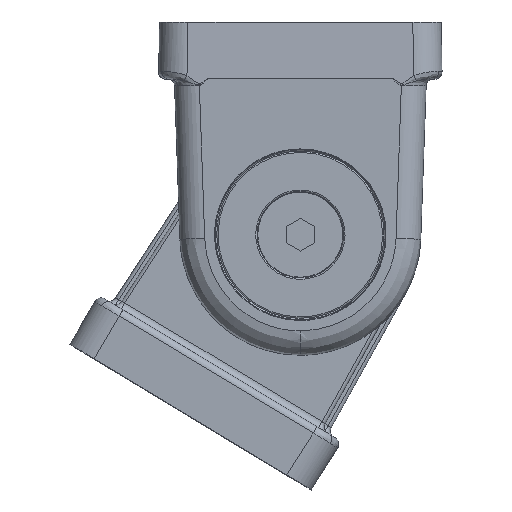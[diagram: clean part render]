
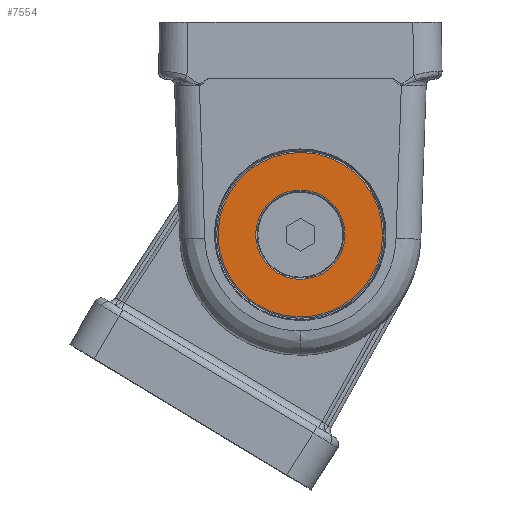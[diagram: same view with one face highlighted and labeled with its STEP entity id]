
A CAD part, top view. The second image highlights one B-rep face of the part: STEP entity #7554.
In plain terms, the highlighted face is planar.
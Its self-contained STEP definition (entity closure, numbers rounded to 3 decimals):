
#128=FACE_BOUND('',#2160,.T.);
#203=PLANE('',#8422);
#1671=FACE_OUTER_BOUND('',#2159,.T.);
#2159=EDGE_LOOP('',(#6228,#6229));
#2160=EDGE_LOOP('',(#6230,#6231));
#2632=CIRCLE('',#8389,6.3);
#2633=CIRCLE('',#8390,6.3);
#2634=CIRCLE('',#8392,11.6);
#2635=CIRCLE('',#8393,11.6);
#3380=VERTEX_POINT('',#14922);
#3381=VERTEX_POINT('',#14924);
#3382=VERTEX_POINT('',#14928);
#3383=VERTEX_POINT('',#14929);
#4327=EDGE_CURVE('',#3381,#3380,#2632,.T.);
#4328=EDGE_CURVE('',#3380,#3381,#2633,.T.);
#4329=EDGE_CURVE('',#3382,#3383,#2634,.T.);
#4330=EDGE_CURVE('',#3383,#3382,#2635,.T.);
#6228=ORIENTED_EDGE('',*,*,#4329,.T.);
#6229=ORIENTED_EDGE('',*,*,#4330,.T.);
#6230=ORIENTED_EDGE('',*,*,#4327,.T.);
#6231=ORIENTED_EDGE('',*,*,#4328,.T.);
#7554=ADVANCED_FACE('',(#1671,#128),#203,.T.);
#8389=AXIS2_PLACEMENT_3D('',#14925,#10257,#10258);
#8390=AXIS2_PLACEMENT_3D('',#14926,#10259,#10260);
#8392=AXIS2_PLACEMENT_3D('',#14930,#10263,#10264);
#8393=AXIS2_PLACEMENT_3D('',#14931,#10265,#10266);
#8422=AXIS2_PLACEMENT_3D('',#15232,#10328,#10329);
#10257=DIRECTION('center_axis',(0.,1.,0.));
#10258=DIRECTION('ref_axis',(0.,0.,-1.));
#10259=DIRECTION('center_axis',(0.,1.,0.));
#10260=DIRECTION('ref_axis',(0.,0.,-1.));
#10263=DIRECTION('center_axis',(0.,-1.,0.));
#10264=DIRECTION('ref_axis',(0.,0.,-1.));
#10265=DIRECTION('center_axis',(0.,-1.,0.));
#10266=DIRECTION('ref_axis',(0.,0.,-1.));
#10328=DIRECTION('center_axis',(0.,-1.,0.));
#10329=DIRECTION('ref_axis',(0.,0.,-1.));
#14922=CARTESIAN_POINT('',(0.,-0.8,6.3));
#14924=CARTESIAN_POINT('',(0.,-0.8,-6.3));
#14925=CARTESIAN_POINT('Origin',(0.,-0.8,0.));
#14926=CARTESIAN_POINT('Origin',(0.,-0.8,0.));
#14928=CARTESIAN_POINT('',(0.,-0.8,-11.6));
#14929=CARTESIAN_POINT('',(0.,-0.8,11.6));
#14930=CARTESIAN_POINT('Origin',(0.,-0.8,0.));
#14931=CARTESIAN_POINT('Origin',(0.,-0.8,0.));
#15232=CARTESIAN_POINT('Origin',(0.,-0.8,0.));
